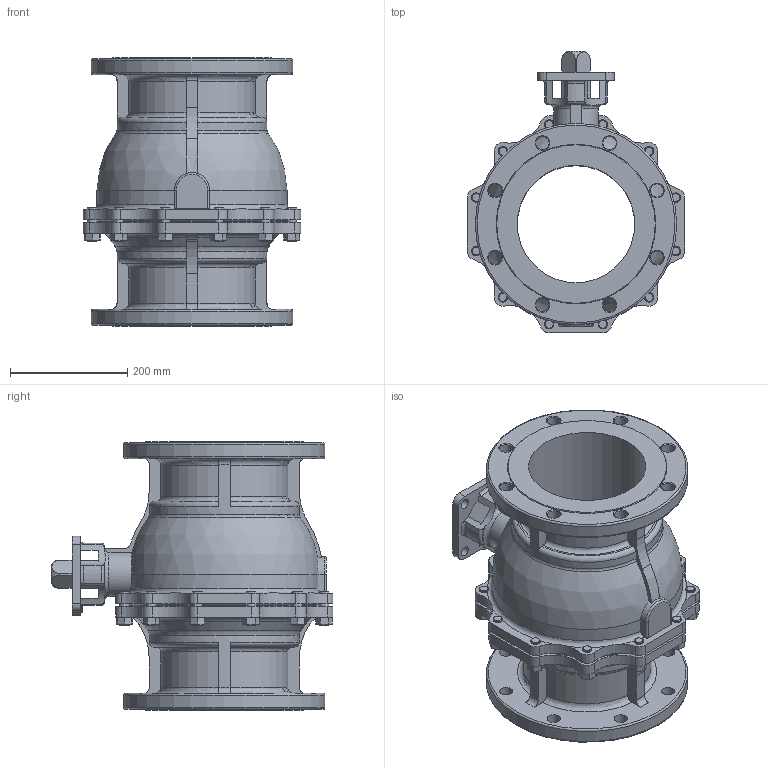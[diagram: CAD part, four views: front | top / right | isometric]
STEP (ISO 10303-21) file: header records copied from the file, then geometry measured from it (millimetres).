
FILE_DESCRIPTION(/* description */ ('STEP AP214'),/* implementation_level */ '2;1');
FILE_NAME(/* name */ '4810862_VZBF-8-P1-20-D-2-F14-V15V16',/* time_stamp */ '2024-09-18T02:33:13+02:00',/* author */ ('License CC BY-ND 4.0'),/* organization */ ('CADENAS'),/* preprocessor_version */ 'ST-DEVELOPER v19.3',/* originating_system */ 'PARTsolutions',/* authorisation */ ' ');
FILE_SCHEMA (('AUTOMOTIVE_DESIGN {1 0 10303 214 3 1 1}'));
Length unit declared in the file: millimetre
Products named in the file (1): 4810862 VZBF-8-P1-20-D-2-F14-V15V16
Bounding box: 370 x 480 x 457 mm (x, y, z)
Volume: 15305375.4 mm3; surface area: 1173155.4 mm2
Topology: 1 solids, 1 shells, 607 faces, 1529 edges, 963 vertices
Faces by surface type: plane 201, cone 189, cylinder 163, torus 50, sphere 4
Full cylindrical faces by diameter (mm): 10 x1, 16 x36, 17 x4, 19 x12, 22.4 x16, 90 x1, 200 x1, 343 x2
Entity records: 18180 total; most frequent: CARTESIAN_POINT 4501, DIRECTION 2808, ORIENTED_EDGE 2728, EDGE_CURVE 1364, AXIS2_PLACEMENT_3D 1251, VERTEX_POINT 922, EDGE_LOOP 844, FACE_BOUND 844
